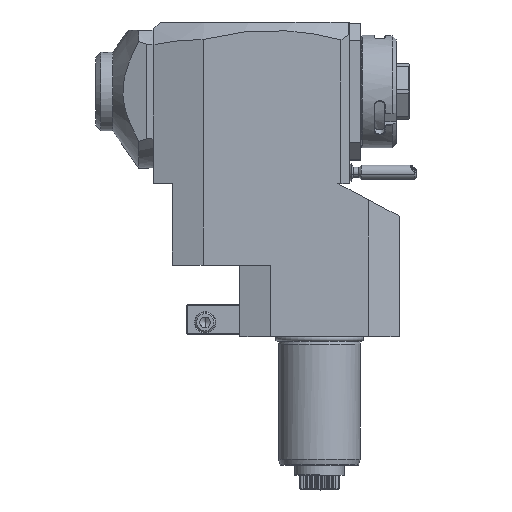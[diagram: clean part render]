
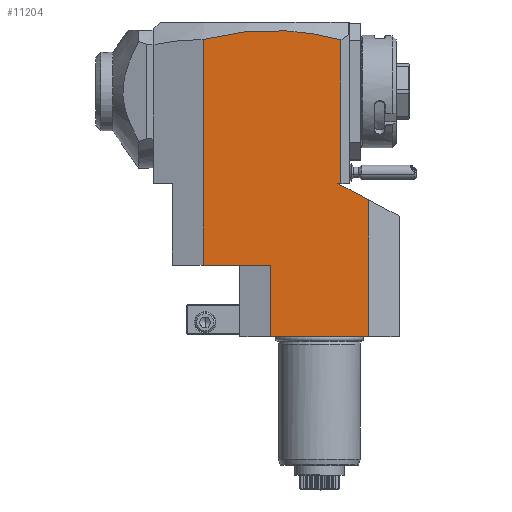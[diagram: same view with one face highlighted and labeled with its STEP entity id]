
A CAD part, top view. The second image highlights one B-rep face of the part: STEP entity #11204.
In plain terms, the highlighted planar face has unit normal (0, 0, 1).
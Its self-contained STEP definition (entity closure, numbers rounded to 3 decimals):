
#17=DIRECTION('',(-1.,0.,0.));
#18=VECTOR('',#17,48.);
#19=CARTESIAN_POINT('',(24.,0.,37.5));
#20=LINE('',#19,#18);
#63=DIRECTION('',(0.,-1.,0.));
#64=VECTOR('',#63,70.258);
#65=CARTESIAN_POINT('',(10.5,145.258,37.5));
#66=LINE('',#65,#64);
#67=DIRECTION('',(-1.,0.,0.));
#68=VECTOR('',#67,1.592);
#69=CARTESIAN_POINT('',(10.5,75.,37.5));
#70=LINE('',#69,#68);
#71=DIRECTION('',(-0.883,0.469,0.));
#72=VECTOR('',#71,17.092);
#73=CARTESIAN_POINT('',(24.,66.976,37.5));
#74=LINE('',#73,#72);
#75=CARTESIAN_POINT('',(-57.,145.435,37.5));
#76=CARTESIAN_POINT('',(-51.371,146.939,37.5));
#77=CARTESIAN_POINT('',(-40.115,149.162,37.5));
#78=CARTESIAN_POINT('',(-23.238,150.233,37.5));
#79=CARTESIAN_POINT('',(-6.365,149.072,37.5));
#80=CARTESIAN_POINT('',(4.879,146.791,37.5));
#81=CARTESIAN_POINT('',(10.5,145.258,37.5));
#2321=DIRECTION('',(0.,-1.,0.));
#2322=VECTOR('',#2321,110.435);
#2323=CARTESIAN_POINT('',(-57.,145.435,37.5));
#2324=LINE('',#2323,#2322);
#2341=DIRECTION('',(1.,0.,0.));
#2342=VECTOR('',#2341,33.);
#2343=CARTESIAN_POINT('',(-57.,35.,37.5));
#2344=LINE('',#2343,#2342);
#2966=DIRECTION('',(0.,-1.,0.));
#2967=VECTOR('',#2966,35.);
#2968=CARTESIAN_POINT('',(-24.,35.,37.5));
#2969=LINE('',#2968,#2967);
#5007=DIRECTION('',(0.,1.,0.));
#5008=VECTOR('',#5007,66.976);
#5009=CARTESIAN_POINT('',(24.,0.,37.5));
#5010=LINE('',#5009,#5008);
#10323=VERTEX_POINT('',#75);
#10324=VERTEX_POINT('',#81);
#10677=CARTESIAN_POINT('',(24.,0.,37.5));
#10678=VERTEX_POINT('',#10677);
#10679=CARTESIAN_POINT('',(-24.,0.,37.5));
#10680=VERTEX_POINT('',#10679);
#10713=CARTESIAN_POINT('',(-57.,35.,37.5));
#10715=VERTEX_POINT('',#10713);
#10727=CARTESIAN_POINT('',(10.5,75.,37.5));
#10728=VERTEX_POINT('',#10727);
#10735=CARTESIAN_POINT('',(24.,66.976,37.5));
#10736=VERTEX_POINT('',#10735);
#11093=CARTESIAN_POINT('',(8.908,75.,37.5));
#11094=VERTEX_POINT('',#11093);
#11097=CARTESIAN_POINT('',(-24.,35.,37.5));
#11098=VERTEX_POINT('',#11097);
#11181=CARTESIAN_POINT('',(-39.202,35.,37.5));
#11182=DIRECTION('',(0.,0.,1.));
#11183=DIRECTION('',(1.,0.,0.));
#11184=AXIS2_PLACEMENT_3D('',#11181,#11182,#11183);
#11185=PLANE('',#11184);
#11187=ORIENTED_EDGE('',*,*,#11186,.T.);
#11188=ORIENTED_EDGE('',*,*,#11167,.T.);
#11190=ORIENTED_EDGE('',*,*,#11189,.F.);
#11192=ORIENTED_EDGE('',*,*,#11191,.F.);
#11193=ORIENTED_EDGE('',*,*,#11114,.T.);
#11195=ORIENTED_EDGE('',*,*,#11194,.F.);
#11197=ORIENTED_EDGE('',*,*,#11196,.F.);
#11199=ORIENTED_EDGE('',*,*,#11198,.F.);
#11201=ORIENTED_EDGE('',*,*,#11200,.T.);
#11202=EDGE_LOOP('',(#11187,#11188,#11190,#11192,#11193,#11195,#11197,#11199,
#11201));
#11203=FACE_OUTER_BOUND('',#11202,.F.);
#82=B_SPLINE_CURVE_WITH_KNOTS('',3,(#75,#76,#77,#78,#79,#80,#81),.UNSPECIFIED.,
.F.,.F.,(4,1,1,1,4),(0.,0.25,0.5,0.75,1.),.UNSPECIFIED.);
#11114=EDGE_CURVE('',#10678,#10680,#20,.T.);
#11167=EDGE_CURVE('',#10728,#11094,#70,.T.);
#11186=EDGE_CURVE('',#10324,#10728,#66,.T.);
#11189=EDGE_CURVE('',#10736,#11094,#74,.T.);
#11191=EDGE_CURVE('',#10678,#10736,#5010,.T.);
#11194=EDGE_CURVE('',#11098,#10680,#2969,.T.);
#11196=EDGE_CURVE('',#10715,#11098,#2344,.T.);
#11198=EDGE_CURVE('',#10323,#10715,#2324,.T.);
#11200=EDGE_CURVE('',#10323,#10324,#82,.T.);
#11204=ADVANCED_FACE('',(#11203),#11185,.T.);
